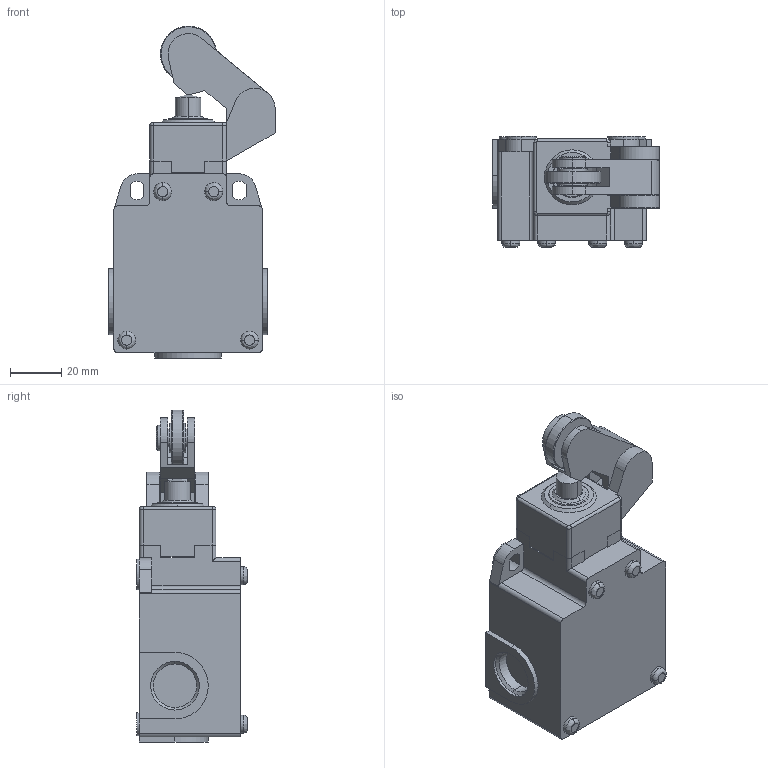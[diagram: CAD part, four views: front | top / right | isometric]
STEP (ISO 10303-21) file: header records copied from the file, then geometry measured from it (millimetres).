
FILE_DESCRIPTION (( 'STEP AP214' ), '1' );
FILE_NAME ('ABM6E32Z11.step', '2017-12-19T21:05:50', ( '' ), ( '' ), 'SwSTEP 2.0', 'SolidWorks 2017', '' );
FILE_SCHEMA (( 'AUTOMOTIVE_DESIGN' ));
Length unit declared in the file: inch
Products named in the file (1): ABM6E32Z11
Bounding box: 65 x 43.3 x 129.8 mm (x, y, z)
Volume: 178895.3 mm3; surface area: 34393.3 mm2
Topology: 4 solids, 4 shells, 242 faces, 606 edges, 392 vertices
Faces by surface type: plane 117, cylinder 94, cone 18, bspline 9, torus 4
Entity records: 10576 total; most frequent: CARTESIAN_POINT 1406, DIRECTION 1288, ORIENTED_EDGE 1212, EDGE_CURVE 606, AXIS2_PLACEMENT_3D 458, VERTEX_POINT 392, VECTOR 372, LINE 372
